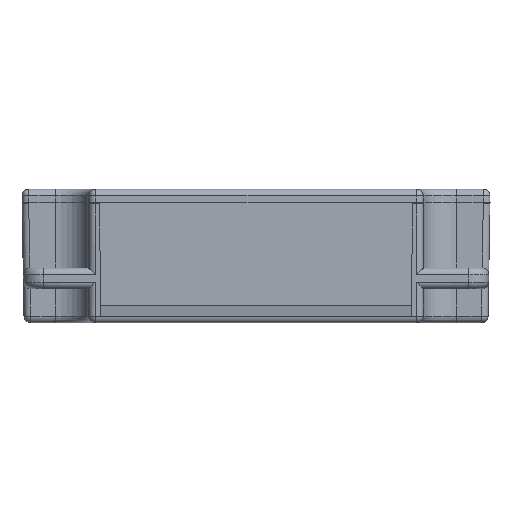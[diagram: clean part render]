
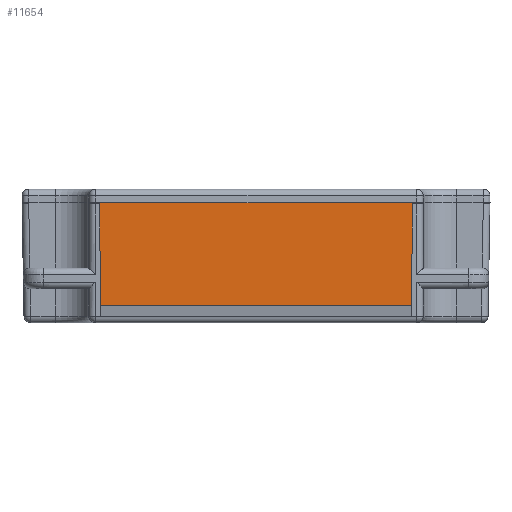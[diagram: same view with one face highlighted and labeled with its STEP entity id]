
A CAD part, left-side view. The second image highlights one B-rep face of the part: STEP entity #11654.
In plain terms, the highlighted planar face has unit normal (-1, 0, 0).
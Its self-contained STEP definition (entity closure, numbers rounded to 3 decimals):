
#5413=DIRECTION('',(0.,-1.,0.));
#5414=VECTOR('',#5413,23.267);
#5415=CARTESIAN_POINT('',(-16.019,11.634,
-7.6));
#5416=LINE('',#5415,#5414);
#5547=DIRECTION('',(0.,-0.009,1.));
#5548=VECTOR('',#5547,7.6);
#5549=CARTESIAN_POINT('',(-16.019,-11.634,
-7.6));
#5550=LINE('',#5549,#5548);
#5559=DIRECTION('',(0.,0.,1.));
#5560=VECTOR('',#5559,0.1);
#5561=CARTESIAN_POINT('',(-16.019,11.7,
0.));
#5562=LINE('',#5561,#5560);
#5571=DIRECTION('',(0.,0.009,1.));
#5572=VECTOR('',#5571,7.6);
#5573=CARTESIAN_POINT('',(-16.019,11.634,
-7.6));
#5574=LINE('',#5573,#5572);
#6308=DIRECTION('',(0.,-1.,0.));
#6309=VECTOR('',#6308,23.4);
#6310=CARTESIAN_POINT('',(-16.019,11.7,0.1));
#6311=LINE('',#6310,#6309);
#6526=DIRECTION('',(0.,0.,1.));
#6527=VECTOR('',#6526,0.1);
#6528=CARTESIAN_POINT('',(-16.019,-11.7,
0.));
#6529=LINE('',#6528,#6527);
#10401=CARTESIAN_POINT('',(-16.019,11.7,
0.));
#10402=CARTESIAN_POINT('',(-16.019,11.7,0.1));
#10403=VERTEX_POINT('',#10401);
#10404=VERTEX_POINT('',#10402);
#10405=CARTESIAN_POINT('',(-16.019,11.634,
-7.6));
#10406=VERTEX_POINT('',#10405);
#10415=CARTESIAN_POINT('',(-16.019,-11.634,
-7.6));
#10416=VERTEX_POINT('',#10415);
#10417=CARTESIAN_POINT('',(-16.019,-11.7,
0.));
#10418=VERTEX_POINT('',#10417);
#10419=CARTESIAN_POINT('',(-16.019,-11.7,0.1));
#10420=VERTEX_POINT('',#10419);
#11637=CARTESIAN_POINT('',(-16.019,11.7,-7.6));
#11638=DIRECTION('',(-1.,0.,0.));
#11639=DIRECTION('',(0.,-1.,0.));
#11640=AXIS2_PLACEMENT_3D('',#11637,#11638,#11639);
#11641=PLANE('',#11640);
#11643=ORIENTED_EDGE('',*,*,#11642,.T.);
#11645=ORIENTED_EDGE('',*,*,#11644,.T.);
#11647=ORIENTED_EDGE('',*,*,#11646,.F.);
#11648=ORIENTED_EDGE('',*,*,#11627,.F.);
#11649=ORIENTED_EDGE('',*,*,#11392,.F.);
#11651=ORIENTED_EDGE('',*,*,#11650,.T.);
#11652=EDGE_LOOP('',(#11643,#11645,#11647,#11648,#11649,#11651));
#11653=FACE_OUTER_BOUND('',#11652,.F.);
#11392=EDGE_CURVE('',#10406,#10416,#5416,.T.);
#11627=EDGE_CURVE('',#10416,#10418,#5550,.T.);
#11642=EDGE_CURVE('',#10403,#10404,#5562,.T.);
#11644=EDGE_CURVE('',#10404,#10420,#6311,.T.);
#11646=EDGE_CURVE('',#10418,#10420,#6529,.T.);
#11650=EDGE_CURVE('',#10406,#10403,#5574,.T.);
#11654=ADVANCED_FACE('',(#11653),#11641,.T.);
